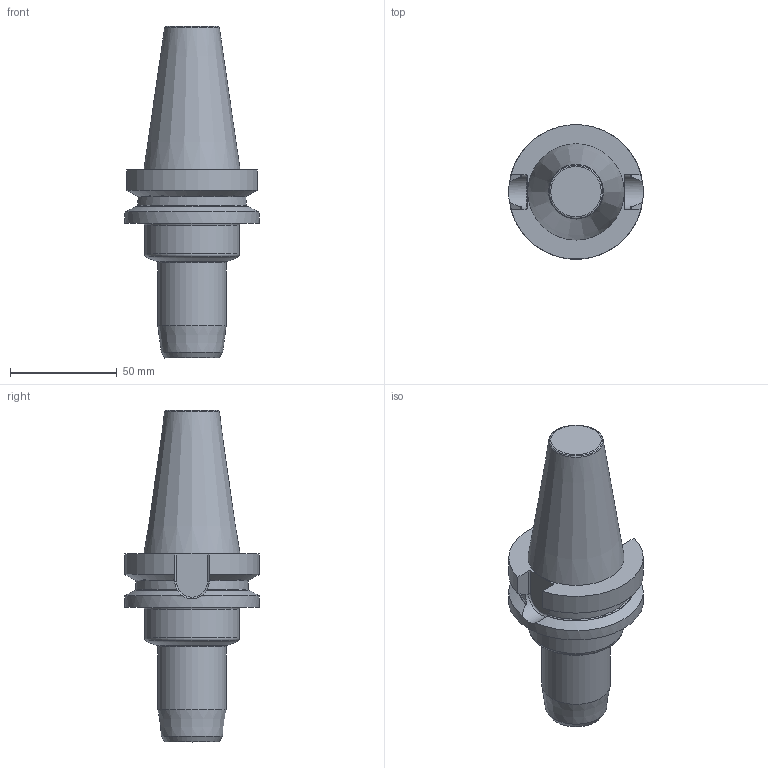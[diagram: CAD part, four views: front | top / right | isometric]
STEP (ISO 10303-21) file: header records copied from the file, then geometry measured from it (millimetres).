
FILE_DESCRIPTION(/* description */ (''),/* implementation_level */ '2;1');
FILE_NAME(/* name */ 'BT40ADB-HC12-090_Basic.stp',/* time_stamp */ '2022-04-07T15:08:30+06:00',/* author */ (''),/* organization */ (''),/* preprocessor_version */ 'ST-DEVELOPER v16.7',/* originating_system */ 'SIEMENS PLM Software NX 12.0',/* authorisation */ '');
FILE_SCHEMA (('AUTOMOTIVE_DESIGN { 1 0 10303 214 3 1 1 1 }'));
Length unit declared in the file: millimetre
Products named in the file (1): inpu70180D68ygg1
Bounding box: 63 x 63 x 155.4 mm (x, y, z)
Volume: 190794.5 mm3; surface area: 26690.6 mm2
Topology: 1 solids, 1 shells, 49 faces, 125 edges, 84 vertices
Faces by surface type: plane 15, cylinder 13, torus 13, cone 8
Full cylindrical faces by diameter (mm): 32 x1, 44.5 x1, 63 x1
Entity records: 1539 total; most frequent: CARTESIAN_POINT 395, DIRECTION 232, ORIENTED_EDGE 204, EDGE_CURVE 102, AXIS2_PLACEMENT_3D 99, VERTEX_POINT 73, EDGE_LOOP 67, ADVANCED_FACE 49
